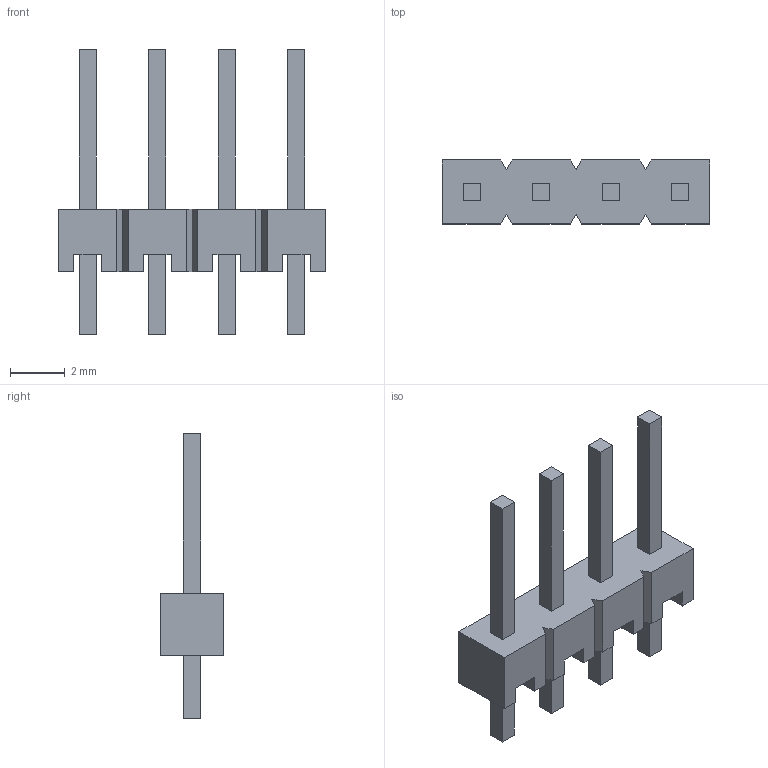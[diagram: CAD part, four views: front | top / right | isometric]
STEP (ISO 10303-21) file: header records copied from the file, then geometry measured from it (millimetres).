
FILE_DESCRIPTION((''),'2;1');
FILE_NAME('C-5-146285-4','2017-06-28T',('workeradm'),('Tyco Electronics Ltd.'),'CREO PARAMETRIC BY PTC INC, 2016050','CREO PARAMETRIC BY PTC INC, 2016050','');
FILE_SCHEMA(('AUTOMOTIVE_DESIGN { 1 0 10303 214 1 1 1 1 }'));
Length unit declared in the file: millimetre
Products named in the file (1): C-5-146285-4
Bounding box: 9.75 x 2.34 x 10.42 mm (x, y, z)
Volume: 58.6 mm3; surface area: 199.6 mm2
Topology: 1 solids, 1 shells, 80 faces, 210 edges, 140 vertices
Faces by surface type: plane 80
Entity records: 2458 total; most frequent: CARTESIAN_POINT 432, ORIENTED_EDGE 420, DIRECTION 370, VECTOR 210, LINE 210, EDGE_CURVE 210, VERTEX_POINT 140, EDGE_LOOP 88
